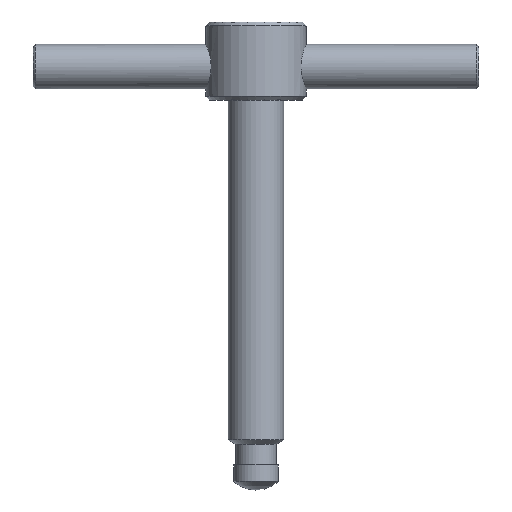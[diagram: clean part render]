
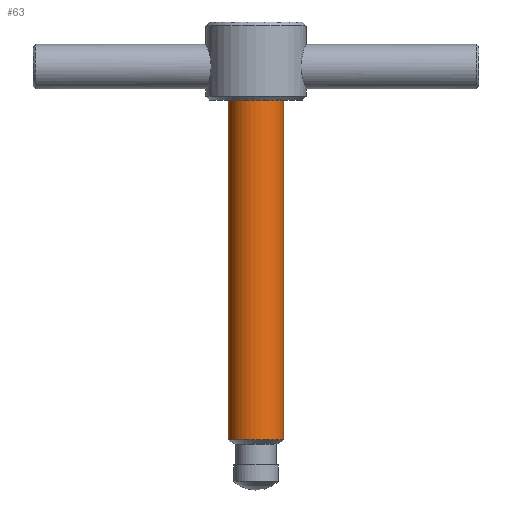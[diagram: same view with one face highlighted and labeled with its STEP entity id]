
A CAD part, top view. The second image highlights one B-rep face of the part: STEP entity #63.
In plain terms, the highlighted cylindrical face has radius 5 mm (diameter 10 mm), a full revolution.
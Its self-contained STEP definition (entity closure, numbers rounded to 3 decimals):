
#63 = ADVANCED_FACE( '', ( #135, #136 ), #137, .T. );
#135 = FACE_OUTER_BOUND( '', #209, .T. );
#136 = FACE_OUTER_BOUND( '', #210, .T. );
#137 = CYLINDRICAL_SURFACE( '', #211, 5. );
#209 = EDGE_LOOP( '', ( #299 ) );
#210 = EDGE_LOOP( '', ( #300 ) );
#211 = AXIS2_PLACEMENT_3D( '', #301, #302, #303 );
#299 = ORIENTED_EDGE( '', *, *, #357, .F. );
#300 = ORIENTED_EDGE( '', *, *, #360, .T. );
#301 = CARTESIAN_POINT( '', ( 0., 0., 0. ) );
#302 = DIRECTION( '', ( 0., 1., 0. ) );
#303 = DIRECTION( '', ( 0., 0., -1. ) );
#357 = EDGE_CURVE( '', #404, #404, #405, .T. );
#360 = EDGE_CURVE( '', #408, #408, #409, .T. );
#404 = VERTEX_POINT( '', #583 );
#405 = CIRCLE( '', #584, 5. );
#408 = VERTEX_POINT( '', #587 );
#409 = CIRCLE( '', #588, 5. );
#583 = CARTESIAN_POINT( '', ( 0., 9., -5. ) );
#584 = AXIS2_PLACEMENT_3D( '', #629, #630, #631 );
#587 = CARTESIAN_POINT( '', ( 0., 70., -5. ) );
#588 = AXIS2_PLACEMENT_3D( '', #632, #633, #634 );
#629 = CARTESIAN_POINT( '', ( 0., 9., 0. ) );
#630 = DIRECTION( '', ( 0., -1., 0. ) );
#631 = DIRECTION( '', ( 0., 0., -1. ) );
#632 = CARTESIAN_POINT( '', ( 0., 70., 0. ) );
#633 = DIRECTION( '', ( 0., -1., 0. ) );
#634 = DIRECTION( '', ( 0., 0., -1. ) );
